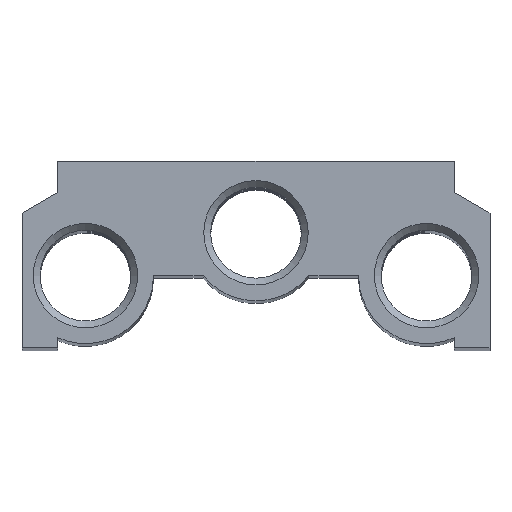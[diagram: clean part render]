
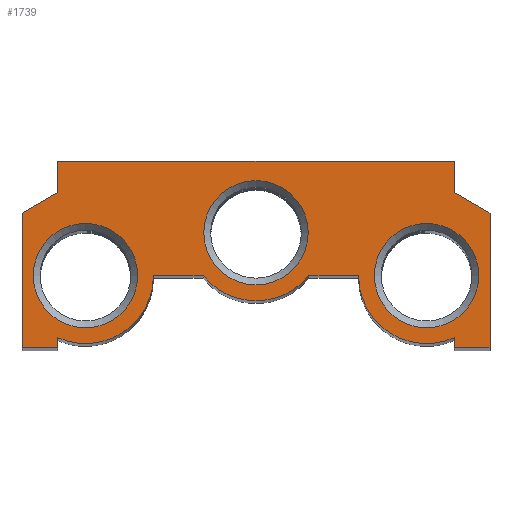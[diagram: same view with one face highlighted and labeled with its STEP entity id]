
A CAD part, top view. The second image highlights one B-rep face of the part: STEP entity #1739.
In plain terms, the highlighted planar face has unit normal (0, 0, 1).
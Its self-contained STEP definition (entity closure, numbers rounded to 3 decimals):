
#75=LINE('',#2838,#133);
#79=LINE('',#2846,#137);
#82=LINE('',#2852,#140);
#85=LINE('',#2858,#143);
#89=LINE('',#2874,#147);
#93=LINE('',#2890,#151);
#97=LINE('',#2902,#155);
#100=LINE('',#2908,#158);
#103=LINE('',#2914,#161);
#106=LINE('',#2920,#164);
#109=LINE('',#2926,#167);
#112=LINE('',#3004,#170);
#114=LINE('',#3007,#172);
#133=VECTOR('',#2115,1000.);
#137=VECTOR('',#2121,1000.);
#140=VECTOR('',#2126,1000.);
#143=VECTOR('',#2131,1000.);
#147=VECTOR('',#2147,1000.);
#151=VECTOR('',#2163,1000.);
#155=VECTOR('',#2175,1000.);
#158=VECTOR('',#2180,1000.);
#161=VECTOR('',#2185,1000.);
#164=VECTOR('',#2190,1000.);
#167=VECTOR('',#2195,1000.);
#170=VECTOR('',#2272,1000.);
#172=VECTOR('',#2276,1000.);
#202=PLANE('',#1924);
#372=ORIENTED_EDGE('',*,*,#738,.T.);
#373=ORIENTED_EDGE('',*,*,#739,.T.);
#374=ORIENTED_EDGE('',*,*,#740,.T.);
#375=ORIENTED_EDGE('',*,*,#652,.T.);
#376=ORIENTED_EDGE('',*,*,#656,.T.);
#377=ORIENTED_EDGE('',*,*,#659,.T.);
#378=ORIENTED_EDGE('',*,*,#662,.T.);
#379=ORIENTED_EDGE('',*,*,#665,.T.);
#380=ORIENTED_EDGE('',*,*,#670,.T.);
#381=ORIENTED_EDGE('',*,*,#673,.T.);
#382=ORIENTED_EDGE('',*,*,#678,.T.);
#383=ORIENTED_EDGE('',*,*,#681,.T.);
#384=ORIENTED_EDGE('',*,*,#684,.T.);
#385=ORIENTED_EDGE('',*,*,#687,.T.);
#386=ORIENTED_EDGE('',*,*,#690,.T.);
#387=ORIENTED_EDGE('',*,*,#693,.T.);
#388=ORIENTED_EDGE('',*,*,#696,.T.);
#389=ORIENTED_EDGE('',*,*,#735,.T.);
#390=ORIENTED_EDGE('',*,*,#737,.T.);
#652=EDGE_CURVE('',#848,#847,#75,.T.);
#656=EDGE_CURVE('',#847,#850,#79,.T.);
#659=EDGE_CURVE('',#850,#852,#82,.T.);
#662=EDGE_CURVE('',#852,#854,#85,.T.);
#665=EDGE_CURVE('',#854,#856,#1017,.T.);
#670=EDGE_CURVE('',#856,#860,#89,.T.);
#673=EDGE_CURVE('',#860,#862,#1021,.T.);
#678=EDGE_CURVE('',#862,#866,#93,.T.);
#681=EDGE_CURVE('',#866,#868,#1025,.T.);
#684=EDGE_CURVE('',#868,#870,#97,.T.);
#687=EDGE_CURVE('',#870,#872,#100,.T.);
#690=EDGE_CURVE('',#872,#874,#103,.T.);
#693=EDGE_CURVE('',#874,#876,#106,.T.);
#696=EDGE_CURVE('',#876,#878,#109,.T.);
#735=EDGE_CURVE('',#878,#916,#112,.T.);
#737=EDGE_CURVE('',#916,#848,#114,.T.);
#738=EDGE_CURVE('',#917,#917,#1062,.T.);
#739=EDGE_CURVE('',#918,#918,#1063,.T.);
#740=EDGE_CURVE('',#919,#919,#1064,.T.);
#847=VERTEX_POINT('',#2837);
#848=VERTEX_POINT('',#2839);
#850=VERTEX_POINT('',#2845);
#852=VERTEX_POINT('',#2851);
#854=VERTEX_POINT('',#2857);
#856=VERTEX_POINT('',#2863);
#860=VERTEX_POINT('',#2873);
#862=VERTEX_POINT('',#2879);
#866=VERTEX_POINT('',#2889);
#868=VERTEX_POINT('',#2895);
#870=VERTEX_POINT('',#2901);
#872=VERTEX_POINT('',#2907);
#874=VERTEX_POINT('',#2913);
#876=VERTEX_POINT('',#2919);
#878=VERTEX_POINT('',#2925);
#916=VERTEX_POINT('',#3003);
#917=VERTEX_POINT('',#3010);
#918=VERTEX_POINT('',#3012);
#919=VERTEX_POINT('',#3014);
#1017=CIRCLE('',#1868,8.579);
#1021=CIRCLE('',#1874,8.578);
#1025=CIRCLE('',#1880,8.579);
#1062=CIRCLE('',#1925,6.579);
#1063=CIRCLE('',#1926,6.579);
#1064=CIRCLE('',#1927,6.579);
#1201=EDGE_LOOP('',(#372));
#1202=EDGE_LOOP('',(#373));
#1203=EDGE_LOOP('',(#374));
#1204=EDGE_LOOP('',(#375,#376,#377,#378,#379,#380,#381,#382,#383,#384,#385,
#386,#387,#388,#389,#390));
#1465=FACE_BOUND('',#1201,.T.);
#1466=FACE_BOUND('',#1202,.T.);
#1467=FACE_BOUND('',#1203,.T.);
#1468=FACE_BOUND('',#1204,.T.);
#1739=ADVANCED_FACE('',(#1465,#1466,#1467,#1468),#202,.T.);
#1868=AXIS2_PLACEMENT_3D('',#2864,#2137,#2138);
#1874=AXIS2_PLACEMENT_3D('',#2880,#2153,#2154);
#1880=AXIS2_PLACEMENT_3D('',#2896,#2169,#2170);
#1924=AXIS2_PLACEMENT_3D('',#3008,#2277,#2278);
#1925=AXIS2_PLACEMENT_3D('',#3009,#2279,#2280);
#1926=AXIS2_PLACEMENT_3D('',#3011,#2281,#2282);
#1927=AXIS2_PLACEMENT_3D('',#3013,#2283,#2284);
#2115=DIRECTION('',(-0.866,-0.5,0.));
#2121=DIRECTION('',(0.,-1.,0.));
#2126=DIRECTION('',(1.,0.,0.));
#2131=DIRECTION('',(0.,1.,0.));
#2137=DIRECTION('',(0.,0.,1.));
#2138=DIRECTION('',(1.,0.,0.));
#2147=DIRECTION('',(1.,0.,0.));
#2153=DIRECTION('',(0.,0.,1.));
#2154=DIRECTION('',(1.,0.,0.));
#2163=DIRECTION('',(1.,0.,0.));
#2169=DIRECTION('',(0.,0.,1.));
#2170=DIRECTION('',(1.,0.,0.));
#2175=DIRECTION('',(0.,-1.,0.));
#2180=DIRECTION('',(1.,0.,0.));
#2185=DIRECTION('',(0.,1.,0.));
#2190=DIRECTION('',(-0.866,0.5,0.));
#2195=DIRECTION('',(0.,1.,0.));
#2272=DIRECTION('',(-1.,0.,0.));
#2276=DIRECTION('',(0.,-1.,0.));
#2277=DIRECTION('',(0.,0.,1.));
#2278=DIRECTION('',(1.,0.,0.));
#2279=DIRECTION('',(0.,0.,-1.));
#2280=DIRECTION('',(-1.,0.,0.));
#2281=DIRECTION('',(0.,0.,-1.));
#2282=DIRECTION('',(-1.,0.,0.));
#2283=DIRECTION('',(0.,0.,-1.));
#2284=DIRECTION('',(-1.,0.,0.));
#2837=CARTESIAN_POINT('',(-29.5,16.985,207.));
#2838=CARTESIAN_POINT('',(-25.,19.583,207.));
#2839=CARTESIAN_POINT('',(-25.,19.583,207.));
#2845=CARTESIAN_POINT('',(-29.5,0.,207.));
#2846=CARTESIAN_POINT('',(-29.5,16.985,207.));
#2851=CARTESIAN_POINT('',(-25.,0.,207.));
#2852=CARTESIAN_POINT('',(-29.5,0.,207.));
#2857=CARTESIAN_POINT('',(-25.,1.268,207.));
#2858=CARTESIAN_POINT('',(-25.,0.,207.));
#2863=CARTESIAN_POINT('',(-12.922,9.1,207.));
#2864=CARTESIAN_POINT('',(-21.5,9.1,207.));
#2873=CARTESIAN_POINT('',(-6.666,9.1,207.));
#2874=CARTESIAN_POINT('',(-12.922,9.1,207.));
#2879=CARTESIAN_POINT('',(6.666,9.1,207.));
#2880=CARTESIAN_POINT('',(0.,14.5,207.));
#2889=CARTESIAN_POINT('',(12.922,9.1,207.));
#2890=CARTESIAN_POINT('',(6.666,9.1,207.));
#2895=CARTESIAN_POINT('',(25.,1.268,207.));
#2896=CARTESIAN_POINT('',(21.5,9.1,207.));
#2901=CARTESIAN_POINT('',(25.,0.,207.));
#2902=CARTESIAN_POINT('',(25.,1.268,207.));
#2907=CARTESIAN_POINT('',(29.5,0.,207.));
#2908=CARTESIAN_POINT('',(25.,0.,207.));
#2913=CARTESIAN_POINT('',(29.5,16.985,207.));
#2914=CARTESIAN_POINT('',(29.5,0.,207.));
#2919=CARTESIAN_POINT('',(25.,19.583,207.));
#2920=CARTESIAN_POINT('',(29.5,16.985,207.));
#2925=CARTESIAN_POINT('',(25.,23.5,207.));
#2926=CARTESIAN_POINT('',(25.,19.583,207.));
#3003=CARTESIAN_POINT('',(-25.,23.5,207.));
#3004=CARTESIAN_POINT('',(25.,23.5,207.));
#3007=CARTESIAN_POINT('',(-25.,23.5,207.));
#3008=CARTESIAN_POINT('',(-21.5,9.1,207.));
#3009=CARTESIAN_POINT('',(0.,14.5,207.));
#3010=CARTESIAN_POINT('',(-6.579,14.5,207.));
#3011=CARTESIAN_POINT('',(-21.5,9.1,207.));
#3012=CARTESIAN_POINT('',(-28.079,9.1,207.));
#3013=CARTESIAN_POINT('',(21.5,9.1,207.));
#3014=CARTESIAN_POINT('',(14.922,9.1,207.));
